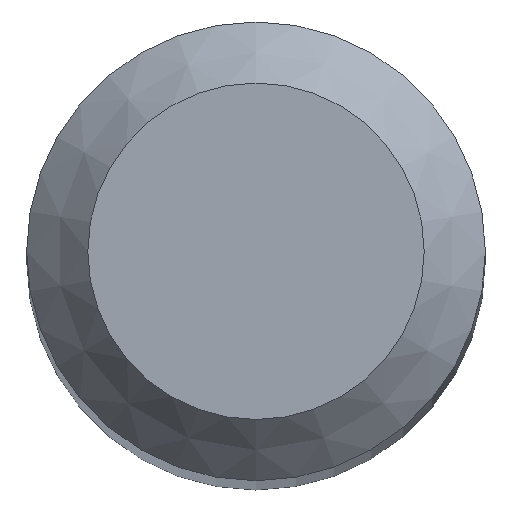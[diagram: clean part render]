
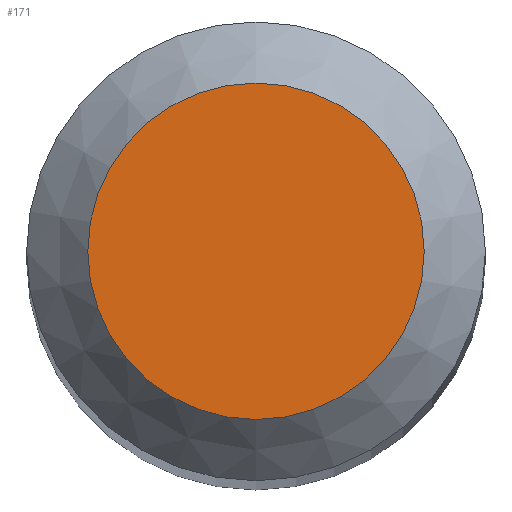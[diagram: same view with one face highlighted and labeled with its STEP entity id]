
A CAD part, top view. The second image highlights one B-rep face of the part: STEP entity #171.
In plain terms, the highlighted planar face has unit normal (0, 0, 1).
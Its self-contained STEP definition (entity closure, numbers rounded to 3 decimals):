
#6 = CARTESIAN_POINT ( 'NONE',  ( 0., 1.1, 50. ) ) ;
#8 = CARTESIAN_POINT ( 'NONE',  ( 0., 0., 50. ) ) ;
#28 = DIRECTION ( 'NONE',  ( 0., 0., -1. ) ) ;
#48 = CARTESIAN_POINT ( 'NONE',  ( 0., 0., 50. ) ) ;
#69 = AXIS2_PLACEMENT_3D ( 'NONE', #48, #203, #144 ) ;
#109 = VERTEX_POINT ( 'NONE', #6 ) ;
#110 = DIRECTION ( 'NONE',  ( 0., 1., 0. ) ) ;
#124 = PLANE ( 'NONE',  #69 ) ;
#133 = EDGE_CURVE ( 'NONE', #109, #109, #194, .T. ) ;
#144 = DIRECTION ( 'NONE',  ( 0., 1., 0. ) ) ;
#171 = ADVANCED_FACE ( 'NONE', ( #230 ), #124, .F. ) ;
#194 = CIRCLE ( 'NONE', #241, 1.1 ) ;
#200 = ORIENTED_EDGE ( 'NONE', *, *, #133, .F. ) ;
#203 = DIRECTION ( 'NONE',  ( 0., 0., -1. ) ) ;
#230 = FACE_OUTER_BOUND ( 'NONE', #258, .T. ) ;
#241 = AXIS2_PLACEMENT_3D ( 'NONE', #8, #28, #110 ) ;
#258 = EDGE_LOOP ( 'NONE', ( #200 ) ) ;
